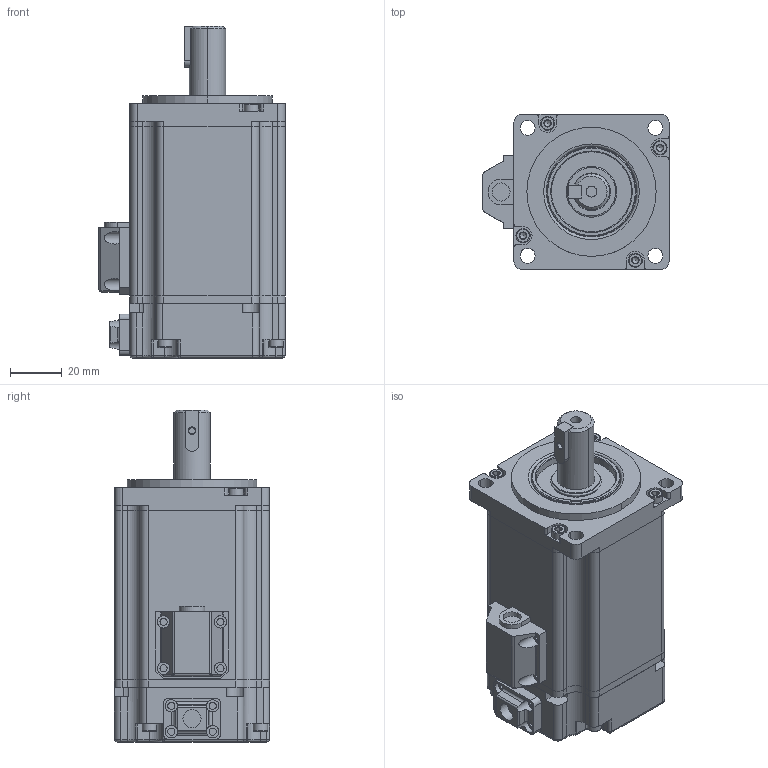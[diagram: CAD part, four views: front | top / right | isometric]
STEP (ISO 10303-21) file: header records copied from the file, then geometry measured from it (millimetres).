
FILE_DESCRIPTION(/* description */ (''),/* implementation_level */ '2;1');
FILE_NAME(/* name */ '60JASM504230K-17BC.stp',/* time_stamp */ '2019-08-28T18:06:45+08:00',/* author */ (''),/* organization */ (''),/* preprocessor_version */ 'ST-DEVELOPER v14',/* originating_system */ 'SIEMENS PLM Software NX 8.0',/* authorisation */ '');
FILE_SCHEMA (('AP203_CONFIGURATION_CONTROLLED_3D_DESIGN_OF_MECHANICAL_PARTS_AND_ASSEMBLIES_MIM_LF { 1 0 10303 403 2 1 2}'));
Length unit declared in the file: millimetre
Products named in the file (1): Admi1338F07Axyno
Bounding box: 72 x 60 x 128.5 mm (x, y, z)
Volume: 219553.5 mm3; surface area: 69428.3 mm2
Topology: 20 solids, 20 shells, 582 faces, 1357 edges, 816 vertices
Faces by surface type: plane 270, cylinder 194, cone 69, torus 35, sphere 10, bspline 4
Full cylindrical faces by diameter (mm): 2.5 x1, 2.8 x8, 2.874 x8, 3.2 x4, 4.2 x1, 4.8 x8, 5.5 x8, 7 x2, 14.6 x1, 17 x1, 18.7 x2, 31 x1, 34.5 x1
Entity records: 16503 total; most frequent: CARTESIAN_POINT 3387, DIRECTION 2856, ORIENTED_EDGE 2478, EDGE_CURVE 1239, AXIS2_PLACEMENT_3D 1116, VERTEX_POINT 804, EDGE_LOOP 724, LINE 624
